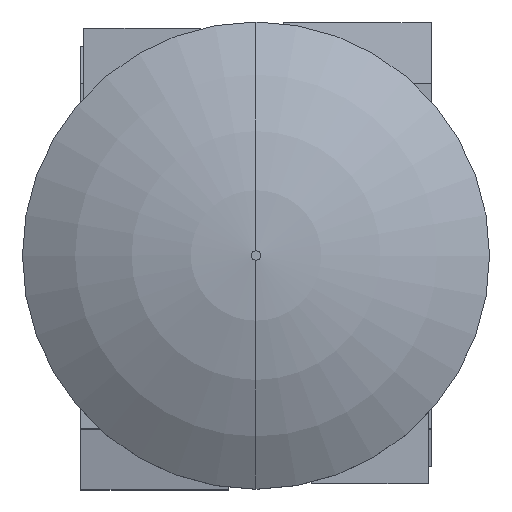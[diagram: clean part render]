
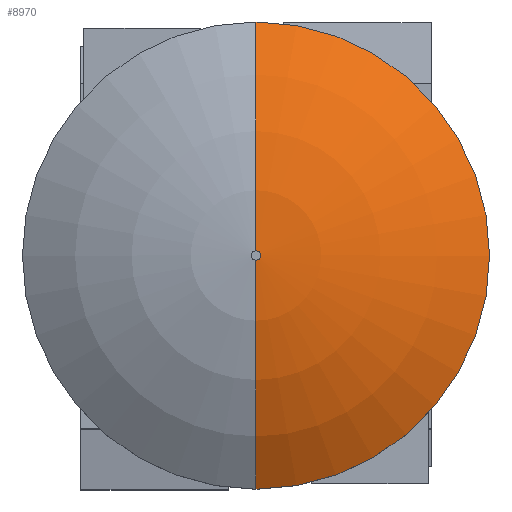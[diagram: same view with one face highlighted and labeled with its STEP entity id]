
A CAD part, top view. The second image highlights one B-rep face of the part: STEP entity #8970.
In plain terms, the highlighted toroidal (fillet/blend) face has major radius 0.404 mm and minor radius 35 mm.
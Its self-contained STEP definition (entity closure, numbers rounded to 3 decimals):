
#434 = CARTESIAN_POINT ( 'NONE',  ( -20.467, 182.537, 28.774 ) ) ;
#1028 = CIRCLE ( 'NONE', #10633, 0.404 ) ;
#1696 = ORIENTED_EDGE ( 'NONE', *, *, #6456, .F. ) ;
#2060 = TOROIDAL_SURFACE ( 'NONE', #4047, 0.404, 35. ) ;
#2265 = DIRECTION ( 'NONE',  ( 0., 0., 1. ) ) ;
#2269 = DIRECTION ( 'NONE',  ( -1., 0., 0. ) ) ;
#2284 = CARTESIAN_POINT ( 'NONE',  ( -20.467, 202.941, -0.226 ) ) ;
#2369 = FACE_OUTER_BOUND ( 'NONE', #2712, .T. ) ;
#2391 = CIRCLE ( 'NONE', #10409, 35. ) ;
#2712 = EDGE_LOOP ( 'NONE', ( #2733, #10387, #9884, #1696 ) ) ;
#2733 = ORIENTED_EDGE ( 'NONE', *, *, #6373, .T. ) ;
#2763 = VERTEX_POINT ( 'NONE', #10097 ) ;
#2869 = DIRECTION ( 'NONE',  ( 0., 1., 0. ) ) ;
#2946 = DIRECTION ( 'NONE',  ( 0., 0., -1. ) ) ;
#3357 = DIRECTION ( 'NONE',  ( 0., 1., 0. ) ) ;
#3390 = DIRECTION ( 'NONE',  ( 0., 0., -1. ) ) ;
#3402 = CARTESIAN_POINT ( 'NONE',  ( -20.467, 202.537, 34.774 ) ) ;
#3796 = VERTEX_POINT ( 'NONE', #434 ) ;
#4047 = AXIS2_PLACEMENT_3D ( 'NONE', #5488, #2946, #2869 ) ;
#4185 = CIRCLE ( 'NONE', #9692, 20. ) ;
#4354 = VERTEX_POINT ( 'NONE', #7851 ) ;
#5488 = CARTESIAN_POINT ( 'NONE',  ( -20.467, 202.537, -0.226 ) ) ;
#5757 = DIRECTION ( 'NONE',  ( 0., -1., 0. ) ) ;
#5809 = DIRECTION ( 'NONE',  ( 0., 0., -1. ) ) ;
#5930 = CARTESIAN_POINT ( 'NONE',  ( -20.467, 202.537, 28.774 ) ) ;
#6245 = CIRCLE ( 'NONE', #9841, 35. ) ;
#6373 = EDGE_CURVE ( 'NONE', #2763, #8703, #1028, .T. ) ;
#6456 = EDGE_CURVE ( 'NONE', #2763, #4354, #2391, .T. ) ;
#6733 = EDGE_CURVE ( 'NONE', #8703, #3796, #6245, .T. ) ;
#6805 = EDGE_CURVE ( 'NONE', #4354, #3796, #4185, .T. ) ;
#7851 = CARTESIAN_POINT ( 'NONE',  ( -20.467, 222.537, 28.774 ) ) ;
#8703 = VERTEX_POINT ( 'NONE', #10550 ) ;
#8970 = ADVANCED_FACE ( 'NONE', ( #2369 ), #2060, .T. ) ;
#9202 = DIRECTION ( 'NONE',  ( 0., 1., 0. ) ) ;
#9267 = DIRECTION ( 'NONE',  ( 1., 0., 0. ) ) ;
#9315 = CARTESIAN_POINT ( 'NONE',  ( -20.467, 202.133, -0.226 ) ) ;
#9692 = AXIS2_PLACEMENT_3D ( 'NONE', #5930, #5809, #5757 ) ;
#9841 = AXIS2_PLACEMENT_3D ( 'NONE', #9315, #9267, #9202 ) ;
#9884 = ORIENTED_EDGE ( 'NONE', *, *, #6805, .F. ) ;
#10097 = CARTESIAN_POINT ( 'NONE',  ( -20.467, 202.941, 34.774 ) ) ;
#10387 = ORIENTED_EDGE ( 'NONE', *, *, #6733, .T. ) ;
#10409 = AXIS2_PLACEMENT_3D ( 'NONE', #2284, #2269, #2265 ) ;
#10550 = CARTESIAN_POINT ( 'NONE',  ( -20.467, 202.133, 34.774 ) ) ;
#10633 = AXIS2_PLACEMENT_3D ( 'NONE', #3402, #3390, #3357 ) ;
